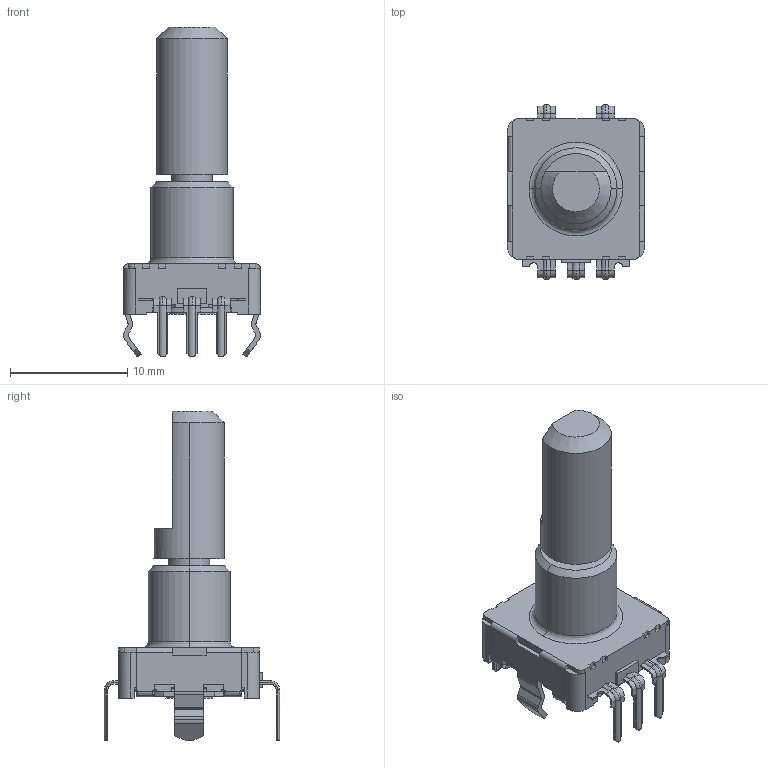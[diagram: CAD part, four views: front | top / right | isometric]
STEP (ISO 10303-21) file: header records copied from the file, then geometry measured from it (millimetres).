
FILE_DESCRIPTION (( 'STEP AP214' ), '1' );
FILE_NAME ('05154ED2-00EE-4D4A-A75A-44BCCCF22A6E.STEP', '2025-04-09T15:40:00', ( '' ), ( '' ), 'SwSTEP 2.0', 'SolidWorks 2022', '' );
FILE_SCHEMA (( 'AUTOMOTIVE_DESIGN' ));
Length unit declared in the file: millimetre
Products named in the file (1): 05154ED2-00EE-4D4A-A75A-44BCCCF22A6E
Bounding box: 11.71 x 14.95 x 28.16 mm (x, y, z)
Volume: 1119.5 mm3; surface area: 1235.1 mm2
Topology: 1 solids, 1 shells, 515 faces, 1395 edges, 894 vertices
Faces by surface type: plane 337, cylinder 139, bspline 32, cone 7
Entity records: 22551 total; most frequent: CARTESIAN_POINT 3871, ORIENTED_EDGE 2790, DIRECTION 2618, EDGE_CURVE 1395, VECTOR 1052, LINE 1052, VERTEX_POINT 894, AXIS2_PLACEMENT_3D 783
